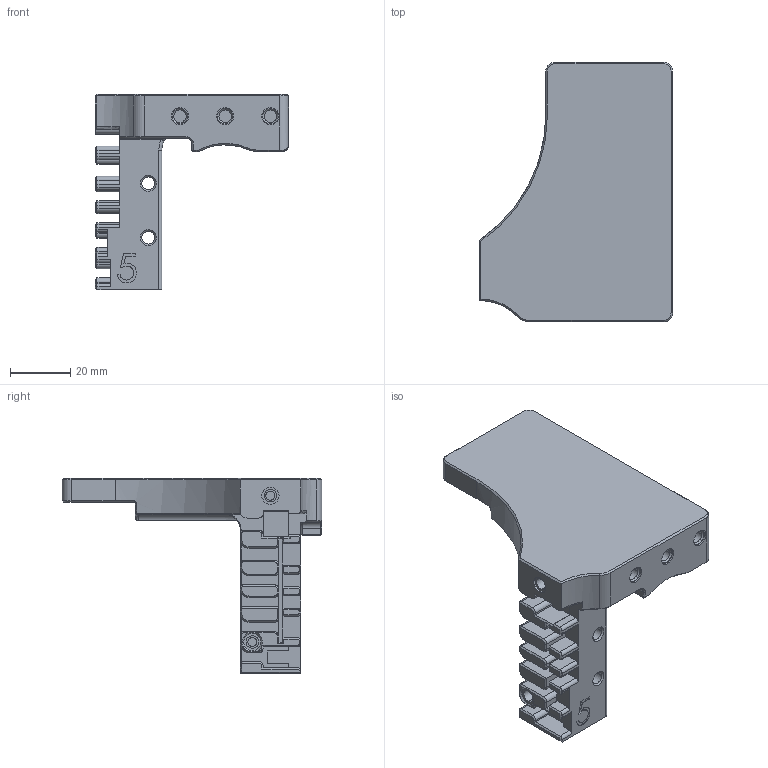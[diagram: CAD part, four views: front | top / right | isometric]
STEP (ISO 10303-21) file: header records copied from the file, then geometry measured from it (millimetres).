
FILE_DESCRIPTION (( 'STEP AP203' ), '1' );
FILE_NAME ('u1-top-ecb-r5-noBias_T0_Main.STEP', '2023-10-16T19:02:44', ( '' ), ( '' ), 'SwSTEP 2.0', 'SolidWorks 2022', '' );
FILE_SCHEMA (( 'CONFIG_CONTROL_DESIGN' ));
Length unit declared in the file: millimetre
Products named in the file (1): u1-top-ecb-r5-noBias_T0_Main
Bounding box: 64 x 86 x 64.75 mm (x, y, z)
Volume: 68791.5 mm3; surface area: 19558.5 mm2
Topology: 1 solids, 1 shells, 395 faces, 991 edges, 608 vertices
Faces by surface type: plane 193, cylinder 108, cone 75, bspline 13, torus 6
Entity records: 12787 total; most frequent: CARTESIAN_POINT 3288, ORIENTED_EDGE 1970, DIRECTION 1962, EDGE_CURVE 985, AXIS2_PLACEMENT_3D 668, LINE 626, VECTOR 626, VERTEX_POINT 608
